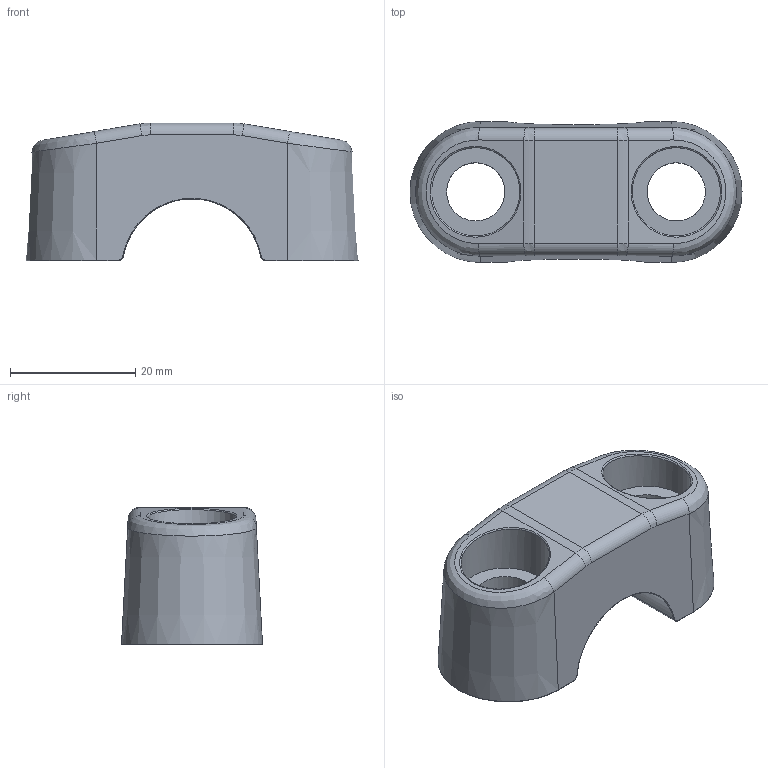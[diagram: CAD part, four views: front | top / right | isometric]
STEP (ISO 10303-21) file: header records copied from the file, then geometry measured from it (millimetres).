
FILE_DESCRIPTION(/* description */ (''),/* implementation_level */ '2;1');
FILE_NAME(/* name */ 'Morini Klemmblock Gabelbrücke.stp',/* time_stamp */ '2020-05-03T18:40:10+02:00',/* author */ ('mfr'),/* organization */ (''),/* preprocessor_version */ 'ST-DEVELOPER v16.5',/* originating_system */ 'Autodesk Inventor 2017',/* authorisation */ '');
FILE_SCHEMA (('AUTOMOTIVE_DESIGN { 1 0 10303 214 3 1 1 }'));
Length unit declared in the file: millimetre
Products named in the file (1): Morini Klemmblock Gabelbrücke
Bounding box: 52.99 x 22.49 x 22 mm (x, y, z)
Volume: 13562.1 mm3; surface area: 5581.1 mm2
Topology: 1 solids, 1 shells, 46 faces, 106 edges, 62 vertices
Faces by surface type: cylinder 19, bspline 14, plane 9, torus 2, cone 2
Full cylindrical faces by diameter (mm): 9.3 x2, 14.1 x2
Entity records: 1806 total; most frequent: CARTESIAN_POINT 759, DIRECTION 224, ORIENTED_EDGE 200, EDGE_CURVE 100, AXIS2_PLACEMENT_3D 95, VERTEX_POINT 60, EDGE_LOOP 54, FACE_OUTER_BOUND 46
